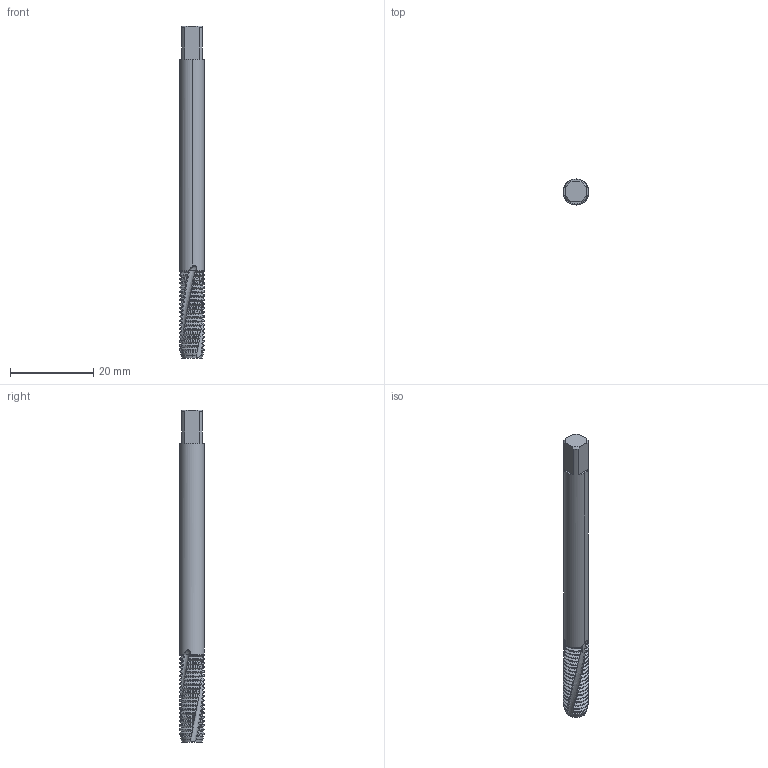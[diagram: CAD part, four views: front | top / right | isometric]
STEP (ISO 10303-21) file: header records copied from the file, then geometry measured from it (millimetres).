
FILE_DESCRIPTION(('no description'),'unknown implementation level');
FILE_NAME('solidJtlwqA44XG6NfZSJy0t_QFbJahE_1.STP',' ',('CIM GmbH Aachen'),('CADClick - KiM GmbH - www.kimweb.de'),'unknown preprocess','ACIS','unknown authorization');
FILE_SCHEMA(('automotive_design'));
Length unit declared in the file: millimetre
Products named in the file (2): 1; 2
Bounding box: 6.24 x 6.24 x 80 mm (x, y, z)
Volume: 1796.1 mm3; surface area: 2012.2 mm2
Topology: 2 solids, 2 shells, 485 faces, 1383 edges, 901 vertices
Faces by surface type: cone 210, cylinder 190, bspline 63, plane 16, revolution 6
Entity records: 39970 total; most frequent: CARTESIAN_POINT 13206, STYLED_ITEM 2771, PRESENTATION_STYLE_ASSIGNMENT 2771, COLOUR_RGB 2771, ORIENTED_EDGE 2766, DIRECTION 1969, EDGE_CURVE 1383, CURVE_STYLE 1383
